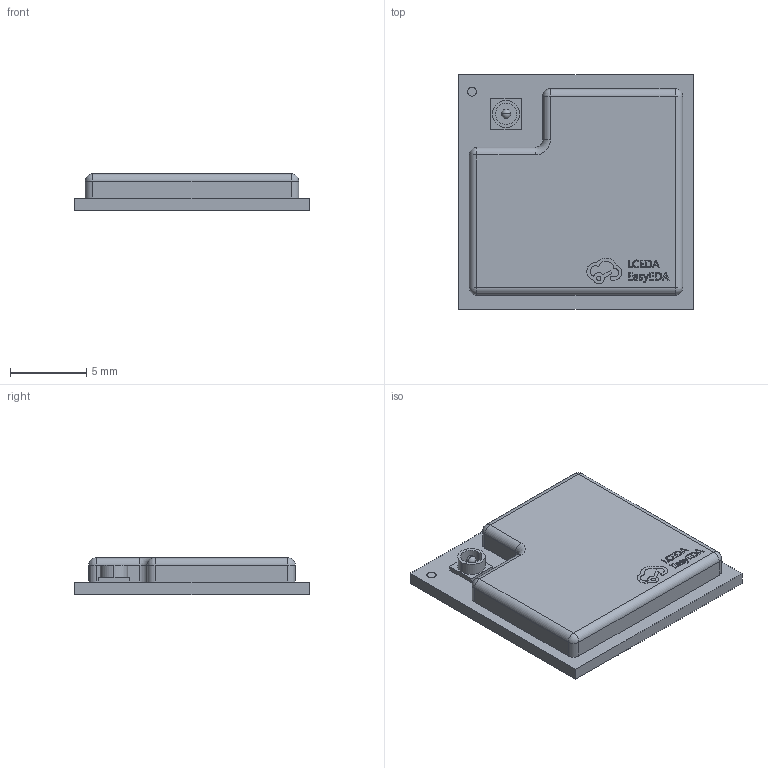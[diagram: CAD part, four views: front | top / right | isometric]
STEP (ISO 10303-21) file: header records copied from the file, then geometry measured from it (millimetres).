
FILE_DESCRIPTION (( 'STEP AP214' ), '1' );
FILE_NAME ('BULETM-SMD_ESPRESSIF_ESP32-S3-MINI-1U-N8.step', '2022-06-20T10:51:23', ( '' ), ( '' ), 'SwSTEP 2.0', 'SolidWorks 2020', '' );
FILE_SCHEMA (( 'AUTOMOTIVE_DESIGN' ));
Length unit declared in the file: millimetre
Products named in the file (1): BULETM-SMD_ESPRESSIF_ESP32-S3-MINI-1U-N8
Bounding box: 15.4 x 15.4 x 2.43 mm (x, y, z)
Volume: 463 mm3; surface area: 612.8 mm2
Topology: 1 solids, 1 shells, 698 faces, 1764 edges, 1166 vertices
Faces by surface type: plane 558, bspline 112, cylinder 20, sphere 7, torus 1
Entity records: 29482 total; most frequent: CARTESIAN_POINT 5722, ORIENTED_EDGE 3510, DIRECTION 2744, EDGE_CURVE 1755, LINE 1484, VECTOR 1484, VERTEX_POINT 1164, EDGE_LOOP 803
